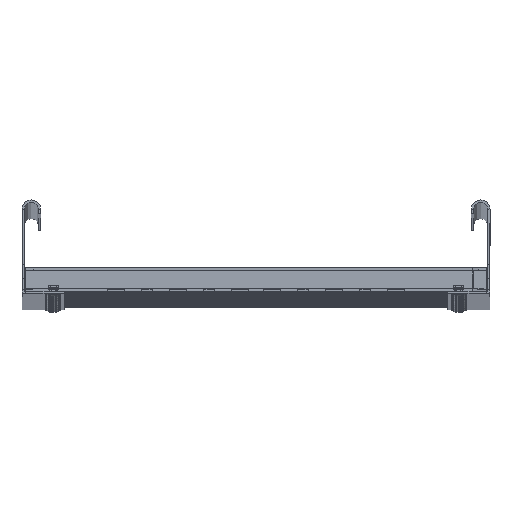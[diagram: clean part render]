
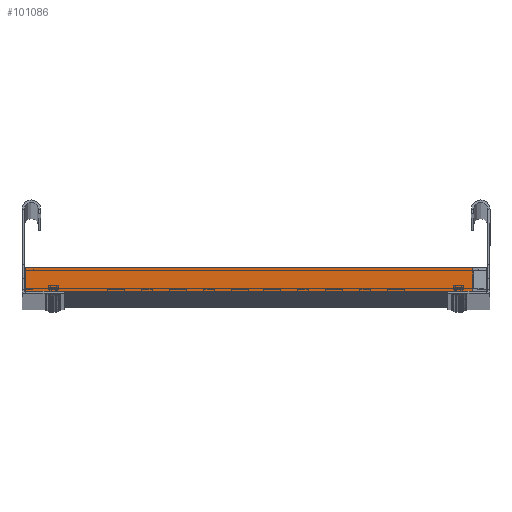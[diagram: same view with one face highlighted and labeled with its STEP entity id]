
A CAD part, top view. The second image highlights one B-rep face of the part: STEP entity #101086.
In plain terms, the highlighted face is planar.
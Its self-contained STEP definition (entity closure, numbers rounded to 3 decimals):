
#2298 = VERTEX_POINT ( 'NONE', #17828 ) ;
#5055 = VERTEX_POINT ( 'NONE', #118778 ) ;
#7020 = LINE ( 'NONE', #121406, #94690 ) ;
#17290 = ORIENTED_EDGE ( 'NONE', *, *, #112789, .F. ) ;
#17828 = CARTESIAN_POINT ( 'NONE',  ( 15., 15., 147.5 ) ) ;
#19539 = CARTESIAN_POINT ( 'NONE',  ( 15., 12., 147.5 ) ) ;
#21627 = CARTESIAN_POINT ( 'NONE',  ( 15., 0., -147.5 ) ) ;
#23458 = CARTESIAN_POINT ( 'NONE',  ( 15., 0., -138.84 ) ) ;
#23679 = EDGE_LOOP ( 'NONE', ( #95044, #27785, #77482, #86427, #64903, #17290 ) ) ;
#23847 = CARTESIAN_POINT ( 'NONE',  ( 15., 3., -147.5 ) ) ;
#27785 = ORIENTED_EDGE ( 'NONE', *, *, #74979, .T. ) ;
#30463 = VERTEX_POINT ( 'NONE', #34270 ) ;
#30526 = EDGE_CURVE ( 'NONE', #5055, #43019, #7020, .T. ) ;
#32309 = LINE ( 'NONE', #71289, #32329 ) ;
#32329 = VECTOR ( 'NONE', #118284, 1000. ) ;
#34270 = CARTESIAN_POINT ( 'NONE',  ( 15., 3., 147.5 ) ) ;
#35806 = CARTESIAN_POINT ( 'NONE',  ( 15., 15., -147.5 ) ) ;
#40792 = LINE ( 'NONE', #116235, #116319 ) ;
#43019 = VERTEX_POINT ( 'NONE', #23458 ) ;
#44759 = DIRECTION ( 'NONE',  ( 0., -1., 0. ) ) ;
#45341 = AXIS2_PLACEMENT_3D ( 'NONE', #23847, #120882, #80764 ) ;
#47248 = LINE ( 'NONE', #73294, #52710 ) ;
#52710 = VECTOR ( 'NONE', #122090, 1000. ) ;
#54079 = PLANE ( 'NONE',  #45341 ) ;
#64903 = ORIENTED_EDGE ( 'NONE', *, *, #121440, .F. ) ;
#68599 = EDGE_CURVE ( 'NONE', #69198, #43019, #81007, .T. ) ;
#69198 = VERTEX_POINT ( 'NONE', #104705 ) ;
#71289 = CARTESIAN_POINT ( 'NONE',  ( 15., 3., 147.5 ) ) ;
#72071 = FACE_OUTER_BOUND ( 'NONE', #23679, .T. ) ;
#73294 = CARTESIAN_POINT ( 'NONE',  ( 15., 3., 147.5 ) ) ;
#74979 = EDGE_CURVE ( 'NONE', #30463, #69198, #40792, .T. ) ;
#77482 = ORIENTED_EDGE ( 'NONE', *, *, #68599, .T. ) ;
#78329 = VERTEX_POINT ( 'NONE', #19539 ) ;
#78536 = DIRECTION ( 'NONE',  ( 0., 0., -1. ) ) ;
#80764 = DIRECTION ( 'NONE',  ( 0., -1., 0. ) ) ;
#81007 = LINE ( 'NONE', #21627, #107381 ) ;
#84022 = DIRECTION ( 'NONE',  ( 0., 0., -1. ) ) ;
#86427 = ORIENTED_EDGE ( 'NONE', *, *, #30526, .F. ) ;
#94690 = VECTOR ( 'NONE', #44759, 1000. ) ;
#95044 = ORIENTED_EDGE ( 'NONE', *, *, #108790, .T. ) ;
#101086 = ADVANCED_FACE ( 'NONE', ( #72071 ), #54079, .F. ) ;
#104705 = CARTESIAN_POINT ( 'NONE',  ( 15., 0., 147.5 ) ) ;
#106968 = DIRECTION ( 'NONE',  ( 0., -1., 0. ) ) ;
#107381 = VECTOR ( 'NONE', #78536, 1000. ) ;
#108790 = EDGE_CURVE ( 'NONE', #78329, #30463, #32309, .T. ) ;
#112789 = EDGE_CURVE ( 'NONE', #78329, #2298, #47248, .T. ) ;
#116235 = CARTESIAN_POINT ( 'NONE',  ( 15., 0., 147.5 ) ) ;
#116319 = VECTOR ( 'NONE', #106968, 1000. ) ;
#118284 = DIRECTION ( 'NONE',  ( 0., -1., 0. ) ) ;
#118778 = CARTESIAN_POINT ( 'NONE',  ( 15., 15., -138.84 ) ) ;
#120535 = LINE ( 'NONE', #35806, #122232 ) ;
#120882 = DIRECTION ( 'NONE',  ( -1., 0., 0. ) ) ;
#121406 = CARTESIAN_POINT ( 'NONE',  ( 15., 15., -138.84 ) ) ;
#121440 = EDGE_CURVE ( 'NONE', #2298, #5055, #120535, .T. ) ;
#122090 = DIRECTION ( 'NONE',  ( 0., 1., 0. ) ) ;
#122232 = VECTOR ( 'NONE', #84022, 1000. ) ;
